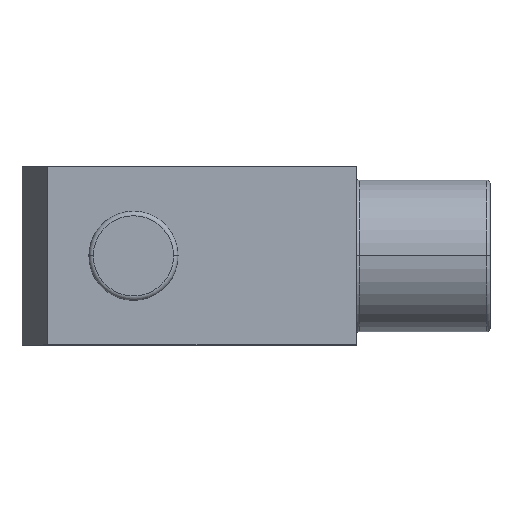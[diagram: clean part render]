
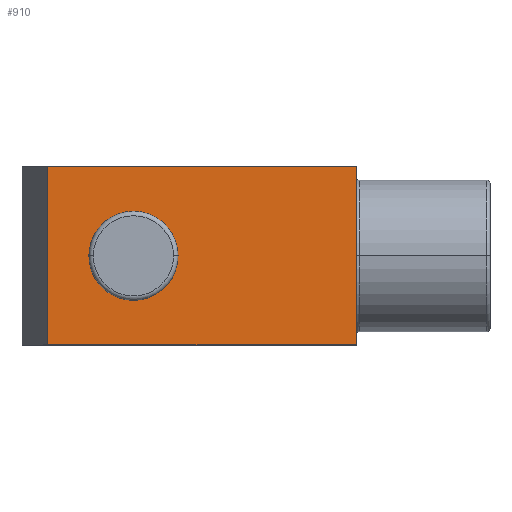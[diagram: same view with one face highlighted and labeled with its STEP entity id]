
A CAD part, top view. The second image highlights one B-rep face of the part: STEP entity #910.
In plain terms, the highlighted planar face has unit normal (0, 0, 1).
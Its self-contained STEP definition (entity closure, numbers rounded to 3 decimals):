
#437=CARTESIAN_POINT('',(-10.,0.,20.));
#438=VERTEX_POINT('',#437);
#456=CARTESIAN_POINT('',(10.,-0.,20.));
#457=VERTEX_POINT('',#456);
#464=CARTESIAN_POINT('',(0.,0.,20.));
#465=DIRECTION('',(0.,0.,1.));
#466=DIRECTION('',(-1.,0.,0.));
#467=AXIS2_PLACEMENT_3D('',#464,#465,#466);
#468=CIRCLE('',#467,10.);
#469=EDGE_CURVE('',#457,#438,#468,.T.);
#755=CARTESIAN_POINT('',(-19.226,20.,20.));
#756=VERTEX_POINT('',#755);
#763=CARTESIAN_POINT('',(50.,20.,20.));
#764=VERTEX_POINT('',#763);
#765=CARTESIAN_POINT('',(-19.226,20.,20.));
#766=DIRECTION('',(1.,0.,-0.));
#767=VECTOR('',#766,69.226);
#768=LINE('',#765,#767);
#769=EDGE_CURVE('',#756,#764,#768,.T.);
#802=CARTESIAN_POINT('',(50.,-20.,20.));
#803=VERTEX_POINT('',#802);
#810=CARTESIAN_POINT('',(-19.226,-20.,20.));
#811=VERTEX_POINT('',#810);
#812=CARTESIAN_POINT('',(-19.226,-20.,20.));
#813=DIRECTION('',(1.,0.,-0.));
#814=VECTOR('',#813,69.226);
#815=LINE('',#812,#814);
#816=EDGE_CURVE('',#811,#803,#815,.T.);
#875=CARTESIAN_POINT('',(50.,20.,20.));
#876=DIRECTION('',(0.,-1.,0.));
#877=VECTOR('',#876,40.);
#878=LINE('',#875,#877);
#879=EDGE_CURVE('',#764,#803,#878,.T.);
#884=CARTESIAN_POINT('',(-19.226,20.,20.));
#885=DIRECTION('',(0.,0.,-1.));
#886=DIRECTION('',(-1.,0.,0.));
#887=AXIS2_PLACEMENT_3D('',#884,#885,#886);
#888=PLANE('',#887);
#889=ORIENTED_EDGE('',*,*,#469,.F.);
#890=CARTESIAN_POINT('',(0.,0.,20.));
#891=DIRECTION('',(0.,0.,1.));
#892=DIRECTION('',(-1.,0.,0.));
#893=AXIS2_PLACEMENT_3D('',#890,#891,#892);
#894=CIRCLE('',#893,10.);
#895=EDGE_CURVE('',#438,#457,#894,.T.);
#896=ORIENTED_EDGE('',*,*,#895,.F.);
#897=EDGE_LOOP('',(#889,#896));
#898=FACE_BOUND('',#897,.T.);
#899=ORIENTED_EDGE('',*,*,#816,.T.);
#900=ORIENTED_EDGE('',*,*,#879,.F.);
#901=ORIENTED_EDGE('',*,*,#769,.F.);
#902=CARTESIAN_POINT('',(-19.226,20.,20.));
#903=DIRECTION('',(0.,-1.,0.));
#904=VECTOR('',#903,40.);
#905=LINE('',#902,#904);
#906=EDGE_CURVE('',#756,#811,#905,.T.);
#907=ORIENTED_EDGE('',*,*,#906,.T.);
#908=EDGE_LOOP('',(#899,#900,#901,#907));
#909=FACE_BOUND('',#908,.T.);
#910=ADVANCED_FACE('',(#898,#909),#888,.F.);
